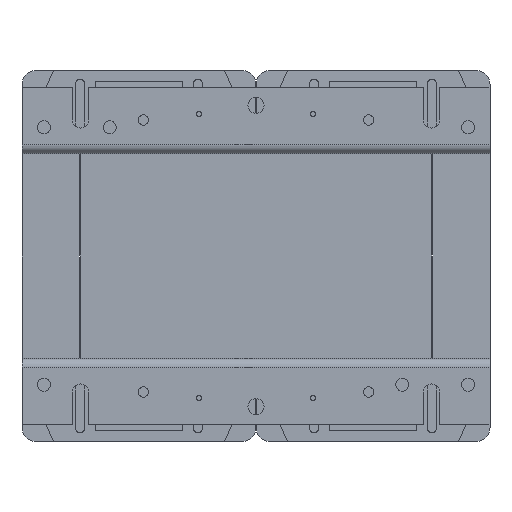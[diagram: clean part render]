
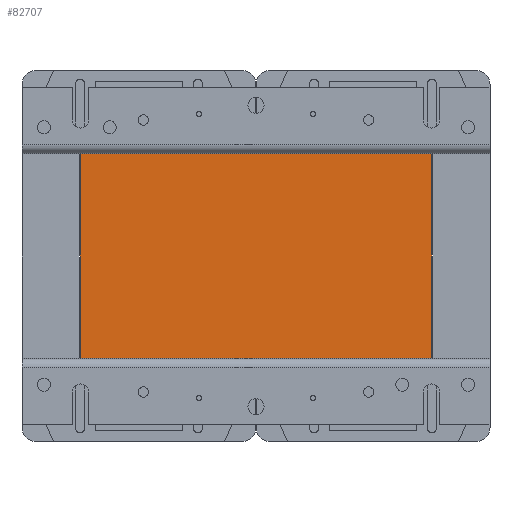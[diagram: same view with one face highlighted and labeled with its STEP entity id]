
A CAD part, front view. The second image highlights one B-rep face of the part: STEP entity #82707.
In plain terms, the highlighted planar face has unit normal (0, -1, 0).
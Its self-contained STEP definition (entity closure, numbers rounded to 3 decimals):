
#847=LINE('',#117038,#10064);
#852=LINE('',#117047,#10069);
#856=LINE('',#117055,#10073);
#857=LINE('',#117057,#10074);
#10064=VECTOR('',#94278,10.);
#10069=VECTOR('',#94285,10.);
#10073=VECTOR('',#94293,10.);
#10074=VECTOR('',#94296,10.);
#19276=PLANE('',#87479);
#23432=FACE_OUTER_BOUND('',#28105,.T.);
#28105=EDGE_LOOP('',(#54756,#54757,#54758,#54759));
#35590=VERTEX_POINT('',#117034);
#35592=VERTEX_POINT('',#117037);
#35594=VERTEX_POINT('',#117043);
#35597=VERTEX_POINT('',#117053);
#43162=EDGE_CURVE('',#35592,#35590,#847,.T.);
#43167=EDGE_CURVE('',#35594,#35592,#852,.T.);
#43171=EDGE_CURVE('',#35590,#35597,#856,.T.);
#43172=EDGE_CURVE('',#35597,#35594,#857,.T.);
#54756=ORIENTED_EDGE('',*,*,#43172,.T.);
#54757=ORIENTED_EDGE('',*,*,#43167,.T.);
#54758=ORIENTED_EDGE('',*,*,#43162,.T.);
#54759=ORIENTED_EDGE('',*,*,#43171,.T.);
#82707=ADVANCED_FACE('',(#23432),#19276,.T.);
#87479=AXIS2_PLACEMENT_3D('',#117056,#94294,#94295);
#94278=DIRECTION('',(1.,0.,0.));
#94285=DIRECTION('',(0.,0.,-1.));
#94293=DIRECTION('',(0.,0.,1.));
#94294=DIRECTION('center_axis',(0.,-1.,0.));
#94295=DIRECTION('ref_axis',(0.,0.,-1.));
#94296=DIRECTION('',(-1.,0.,0.));
#117034=CARTESIAN_POINT('',(120.,-200.,-70.));
#117037=CARTESIAN_POINT('',(-120.,-200.,-70.));
#117038=CARTESIAN_POINT('',(-120.,-200.,-70.));
#117043=CARTESIAN_POINT('',(-120.,-200.,70.));
#117047=CARTESIAN_POINT('',(-120.,-200.,0.));
#117053=CARTESIAN_POINT('',(120.,-200.,70.));
#117055=CARTESIAN_POINT('',(120.,-200.,0.));
#117056=CARTESIAN_POINT('Origin',(120.,-200.,0.));
#117057=CARTESIAN_POINT('',(-120.,-200.,70.));
